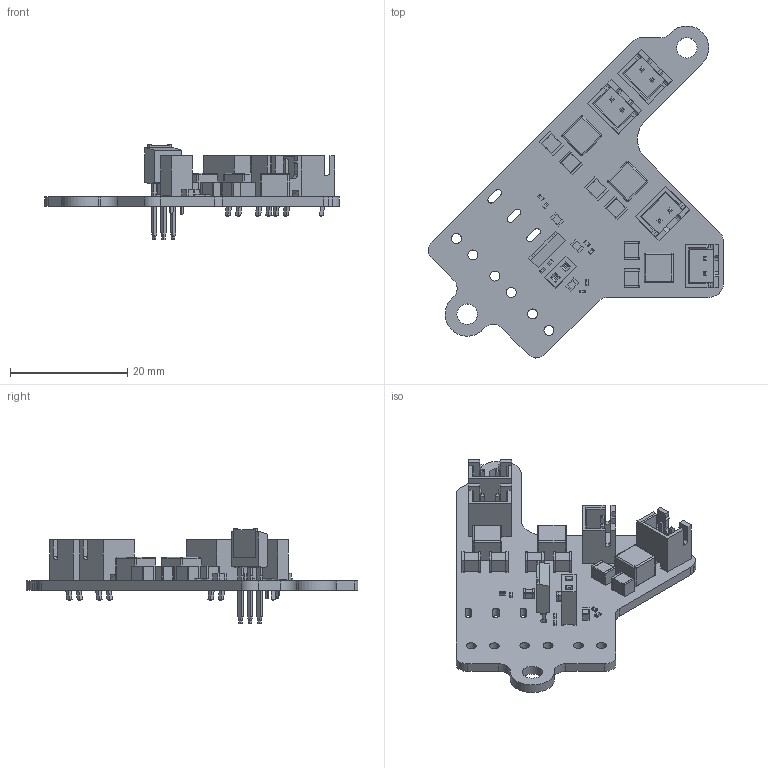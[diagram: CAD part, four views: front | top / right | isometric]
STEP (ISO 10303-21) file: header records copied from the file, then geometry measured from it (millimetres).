
FILE_DESCRIPTION(/* description */ (''),/* implementation_level */ '2;1');
FILE_NAME(/* name */ 'Power.step',/* time_stamp */ '2025-07-15T15:00:24+09:00',/* author */ (''),/* organization */ (''),/* preprocessor_version */ 'ST-DEVELOPER v20.1',/* originating_system */ 'Autodesk Translation Framework v14.10.0.0',/* authorisation */ '');
FILE_SCHEMA (('AUTOMOTIVE_DESIGN { 1 0 10303 214 3 1 1 }'));
Length unit declared in the file: millimetre
Products named in the file (16): dengen; TO-251-3_Vertical (1); TO-251-3_Vertical; C_1210_3225Metric (1); C_1210_3225Metric; JST_XH_B2B-XH-A_1x02_P2.50mm_Vertical; JST_B2B_XH_A; C_0805_2012Metric (1); C_0805_2012Metric; R_0402_1005Metric (1); R_0402_1005Metric; L_Sunlord_SWPA5040S; CQ assembly; PinSocket_1x02_P2.54mm_Vertical; PinSocket_1x02_P254mm_Vertical; _autosave-dengen_PCB
Assembly tree (34 placements, depth 3):
  dengen
    R_0402_1005Metric (1)  x8
      R_0402_1005Metric
    C_0805_2012Metric (1)  x3
      C_0805_2012Metric
    C_1210_3225Metric (1)  x6
      C_1210_3225Metric
    L_Sunlord_SWPA5040S  x3
      CQ assembly
    JST_XH_B2B-XH-A_1x02_P2.50mm_Vertical  x4
      JST_B2B_XH_A
    TO-251-3_Vertical (1)
      TO-251-3_Vertical
    PinSocket_1x02_P2.54mm_Vertical
      PinSocket_1x02_P254mm_Vertical
    _autosave-dengen_PCB
Bounding box: 50.35 x 56.71 x 16.26 mm (x, y, z)
Volume: 3514.4 mm3; surface area: 6076.2 mm2
Topology: 33 solids, 33 shells, 1132 faces, 2974 edges, 1936 vertices
Faces by surface type: plane 868, cylinder 252, sphere 12
Full cylindrical faces by diameter (mm): 1 x10, 1.1 x3, 1.7 x6, 3.5 x2
Entity records: 13671 total; most frequent: CARTESIAN_POINT 2278, ORIENTED_EDGE 2194, DIRECTION 2187, EDGE_CURVE 1097, LINE 929, VECTOR 929, VERTEX_POINT 720, AXIS2_PLACEMENT_3D 629
